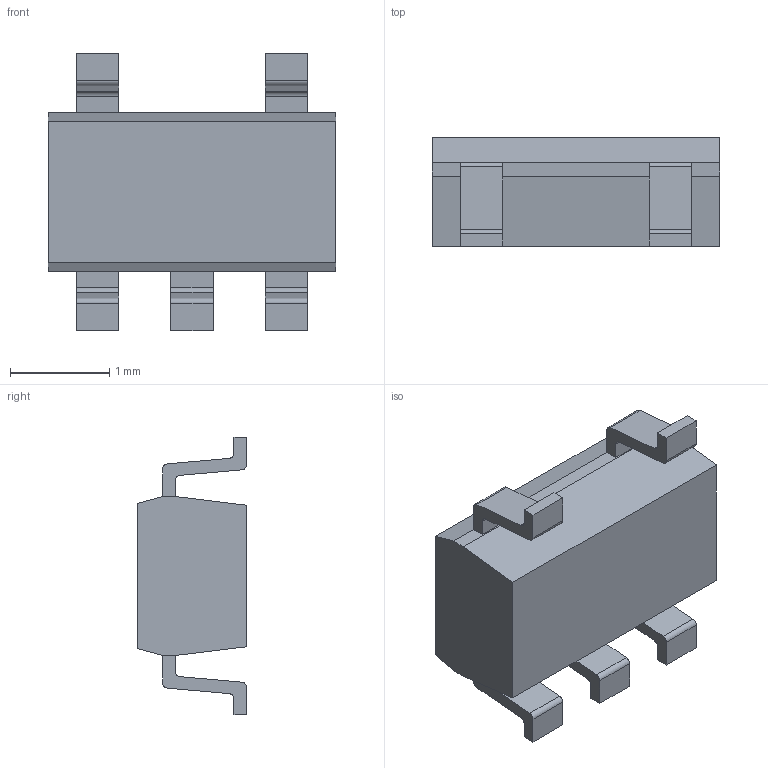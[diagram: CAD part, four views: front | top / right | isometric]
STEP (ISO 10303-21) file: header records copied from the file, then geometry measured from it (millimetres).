
FILE_DESCRIPTION (( 'STEP AP214' ), '1' );
FILE_NAME ('User Library-SOT23-5.STEP', '2016-07-07T11:02:37', ( 'Windows User' ), ( '' ), 'SwSTEP 2.0', 'SolidWorks 2016', '' );
FILE_SCHEMA (( 'AUTOMOTIVE_DESIGN' ));
Length unit declared in the file: inch
Products named in the file (3): User Library-SOT23-5; User Library-SOT23-5_SW3dPS-SOT23-5_SOT23-5 Body; User Library-SOT23-5_SW3dPS-SOT23-5_SOT23-5 Connector
Assembly tree (6 placements, depth 2):
  User Library-SOT23-5
    User Library-SOT23-5_SW3dPS-SOT23-5_SOT23-5 Connector  x5
    User Library-SOT23-5_SW3dPS-SOT23-5_SOT23-5 Body
Bounding box: 2.9 x 1.1 x 2.8 mm (x, y, z)
Volume: 5.2 mm3; surface area: 25.7 mm2
Topology: 6 solids, 6 shells, 236 faces, 630 edges, 420 vertices
Faces by surface type: plane 137, bspline 79, cylinder 20
Entity records: 12352 total; most frequent: CARTESIAN_POINT 5870, ORIENTED_EDGE 972, DIRECTION 556, EDGE_CURVE 486, VERTEX_POINT 324, VECTOR 320, LINE 320, EDGE_LOOP 194
